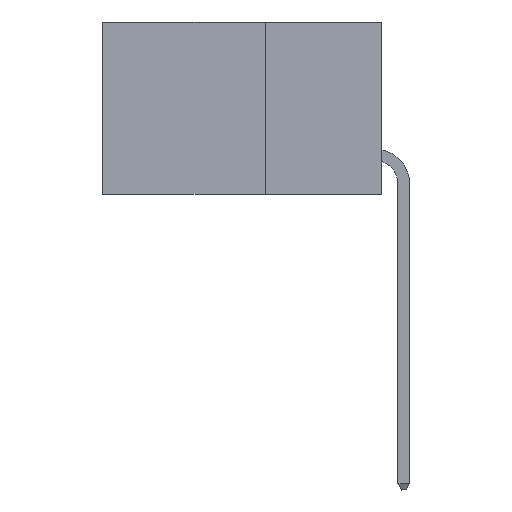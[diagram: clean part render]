
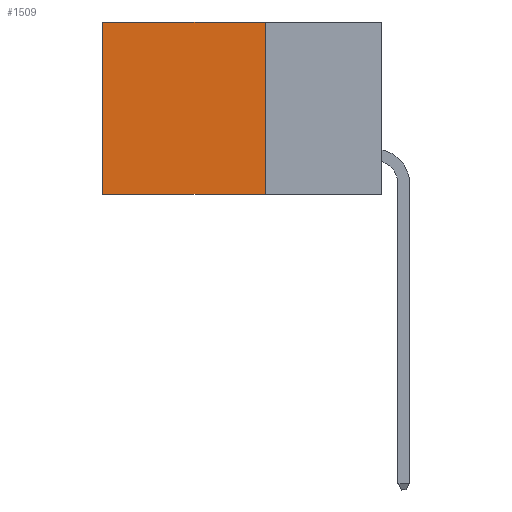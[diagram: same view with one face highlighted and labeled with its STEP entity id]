
A CAD part, left-side view. The second image highlights one B-rep face of the part: STEP entity #1509.
In plain terms, the highlighted planar face has unit normal (-1, 0, 0).
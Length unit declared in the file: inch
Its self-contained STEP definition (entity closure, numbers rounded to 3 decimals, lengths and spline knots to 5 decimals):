
#902 = CARTESIAN_POINT ( 'NONE',  ( 0.2875, 0.25, -0.37 ) ) ;
#908 = CARTESIAN_POINT ( 'NONE',  ( 0.2875, 0.25, 0. ) ) ;
#1509 = ADVANCED_FACE ( 'NONE', ( #2410 ), #3501, .F. ) ;
#2410 = FACE_OUTER_BOUND ( 'NONE', #9451, .T. ) ;
#2603 = VECTOR ( 'NONE', #9726, 39.37008 ) ;
#2851 = DIRECTION ( 'NONE',  ( 0., 0., -1. ) ) ;
#3501 = PLANE ( 'NONE',  #15944 ) ;
#4350 = LINE ( 'NONE', #34969, #2603 ) ;
#4499 = VECTOR ( 'NONE', #2851, 39.37008 ) ;
#9008 = DIRECTION ( 'NONE',  ( 0., 0., -1. ) ) ;
#9124 = VECTOR ( 'NONE', #22802, 39.37008 ) ;
#9451 = EDGE_LOOP ( 'NONE', ( #20854, #25111, #31530, #12532 ) ) ;
#9726 = DIRECTION ( 'NONE',  ( 0., 1., 0. ) ) ;
#11187 = EDGE_CURVE ( 'NONE', #24848, #18752, #16601, .T. ) ;
#11288 = CARTESIAN_POINT ( 'NONE',  ( 0.2875, 0.6, 0. ) ) ;
#12532 = ORIENTED_EDGE ( 'NONE', *, *, #11187, .T. ) ;
#12884 = VECTOR ( 'NONE', #34162, 39.37008 ) ;
#14336 = CARTESIAN_POINT ( 'NONE',  ( 0.2875, 0.25, 0. ) ) ;
#15044 = LINE ( 'NONE', #11288, #4499 ) ;
#15509 = CARTESIAN_POINT ( 'NONE',  ( 0.2875, 0.25, 0. ) ) ;
#15944 = AXIS2_PLACEMENT_3D ( 'NONE', #908, #17483, #9008 ) ;
#16601 = LINE ( 'NONE', #31481, #9124 ) ;
#17483 = DIRECTION ( 'NONE',  ( 1., 0., 0. ) ) ;
#18752 = VERTEX_POINT ( 'NONE', #22437 ) ;
#19542 = EDGE_CURVE ( 'NONE', #36013, #31761, #4350, .T. ) ;
#20854 = ORIENTED_EDGE ( 'NONE', *, *, #34506, .T. ) ;
#22437 = CARTESIAN_POINT ( 'NONE',  ( 0.2875, 0.6, 0. ) ) ;
#22646 = CARTESIAN_POINT ( 'NONE',  ( 0.2875, 0.6, -0.37 ) ) ;
#22802 = DIRECTION ( 'NONE',  ( 0., 1., 0. ) ) ;
#24848 = VERTEX_POINT ( 'NONE', #15509 ) ;
#25111 = ORIENTED_EDGE ( 'NONE', *, *, #19542, .F. ) ;
#31481 = CARTESIAN_POINT ( 'NONE',  ( 0.2875, 0.25, 0. ) ) ;
#31530 = ORIENTED_EDGE ( 'NONE', *, *, #31849, .F. ) ;
#31761 = VERTEX_POINT ( 'NONE', #22646 ) ;
#31849 = EDGE_CURVE ( 'NONE', #24848, #36013, #35904, .T. ) ;
#34162 = DIRECTION ( 'NONE',  ( 0., 0., -1. ) ) ;
#34506 = EDGE_CURVE ( 'NONE', #18752, #31761, #15044, .T. ) ;
#34969 = CARTESIAN_POINT ( 'NONE',  ( 0.2875, 0.25, -0.37 ) ) ;
#35904 = LINE ( 'NONE', #14336, #12884 ) ;
#36013 = VERTEX_POINT ( 'NONE', #902 ) ;
